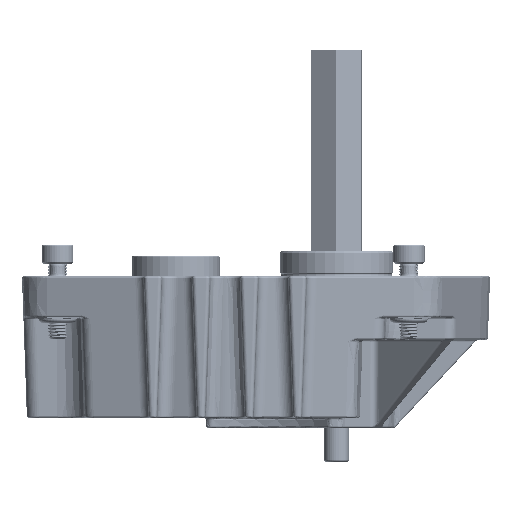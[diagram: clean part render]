
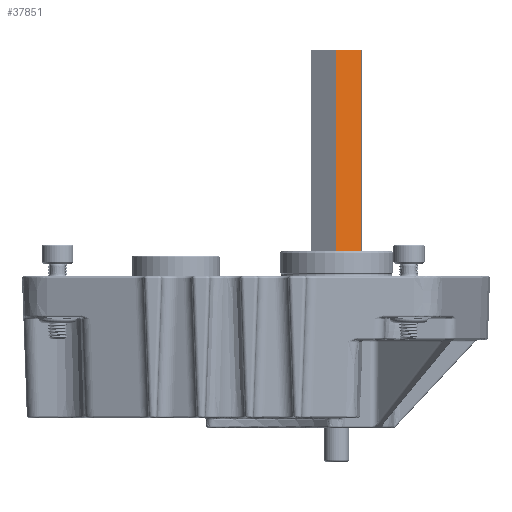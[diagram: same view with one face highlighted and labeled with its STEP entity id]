
A CAD part, left-side view. The second image highlights one B-rep face of the part: STEP entity #37851.
In plain terms, the highlighted face is planar.
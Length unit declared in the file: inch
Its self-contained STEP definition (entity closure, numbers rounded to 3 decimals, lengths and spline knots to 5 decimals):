
#1308 = DIRECTION ( 'NONE',  ( 0., 0., 1. ) ) ;
#1449 = EDGE_LOOP ( 'NONE', ( #81828, #60669, #64649, #90311 ) ) ;
#1812 = LINE ( 'NONE', #78798, #18727 ) ;
#14860 = CARTESIAN_POINT ( 'NONE',  ( 3.5995, 0.25, 0.14434 ) ) ;
#18727 = VECTOR ( 'NONE', #1308, 39.37008 ) ;
#24672 = FACE_OUTER_BOUND ( 'NONE', #1449, .T. ) ;
#25116 = CARTESIAN_POINT ( 'NONE',  ( 0.805, 0.25, 0.14434 ) ) ;
#25667 = EDGE_CURVE ( 'NONE', #25998, #60444, #1812, .T. ) ;
#25998 = VERTEX_POINT ( 'NONE', #66782 ) ;
#27442 = EDGE_CURVE ( 'NONE', #40022, #60444, #69865, .T. ) ;
#28532 = CARTESIAN_POINT ( 'NONE',  ( 3.5995, 0.25, -0.14434 ) ) ;
#36090 = DIRECTION ( 'NONE',  ( 0., 0., 1. ) ) ;
#37851 = ADVANCED_FACE ( 'NONE', ( #24672 ), #69223, .F. ) ;
#38218 = DIRECTION ( 'NONE',  ( 0., -1., 0. ) ) ;
#40022 = VERTEX_POINT ( 'NONE', #86715 ) ;
#40171 = VECTOR ( 'NONE', #88551, 39.37008 ) ;
#44663 = CARTESIAN_POINT ( 'NONE',  ( 3.5995, 0.25, -0.14434 ) ) ;
#59546 = EDGE_CURVE ( 'NONE', #71124, #40022, #73605, .T. ) ;
#60444 = VERTEX_POINT ( 'NONE', #25116 ) ;
#60669 = ORIENTED_EDGE ( 'NONE', *, *, #27442, .F. ) ;
#63891 = EDGE_CURVE ( 'NONE', #71124, #25998, #96080, .T. ) ;
#64649 = ORIENTED_EDGE ( 'NONE', *, *, #59546, .F. ) ;
#66782 = CARTESIAN_POINT ( 'NONE',  ( 0.805, 0.25, -0.14434 ) ) ;
#68735 = DIRECTION ( 'NONE',  ( 0., 0., -1. ) ) ;
#69223 = PLANE ( 'NONE',  #95459 ) ;
#69865 = LINE ( 'NONE', #14860, #98694 ) ;
#71124 = VERTEX_POINT ( 'NONE', #75934 ) ;
#73605 = LINE ( 'NONE', #44663, #81131 ) ;
#75843 = DIRECTION ( 'NONE',  ( -1., 0., 0. ) ) ;
#75934 = CARTESIAN_POINT ( 'NONE',  ( 3.5995, 0.25, -0.14434 ) ) ;
#77178 = CARTESIAN_POINT ( 'NONE',  ( 3.5995, 0.25, -0.14434 ) ) ;
#78798 = CARTESIAN_POINT ( 'NONE',  ( 0.805, 0.25, -0.14434 ) ) ;
#81131 = VECTOR ( 'NONE', #36090, 39.37008 ) ;
#81828 = ORIENTED_EDGE ( 'NONE', *, *, #25667, .T. ) ;
#86715 = CARTESIAN_POINT ( 'NONE',  ( 3.5995, 0.25, 0.14434 ) ) ;
#88551 = DIRECTION ( 'NONE',  ( -1., 0., 0. ) ) ;
#90311 = ORIENTED_EDGE ( 'NONE', *, *, #63891, .T. ) ;
#95459 = AXIS2_PLACEMENT_3D ( 'NONE', #77178, #38218, #68735 ) ;
#96080 = LINE ( 'NONE', #28532, #40171 ) ;
#98694 = VECTOR ( 'NONE', #75843, 39.37008 ) ;
